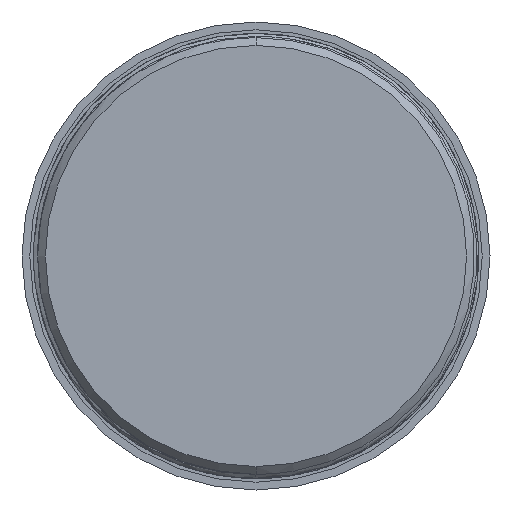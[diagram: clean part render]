
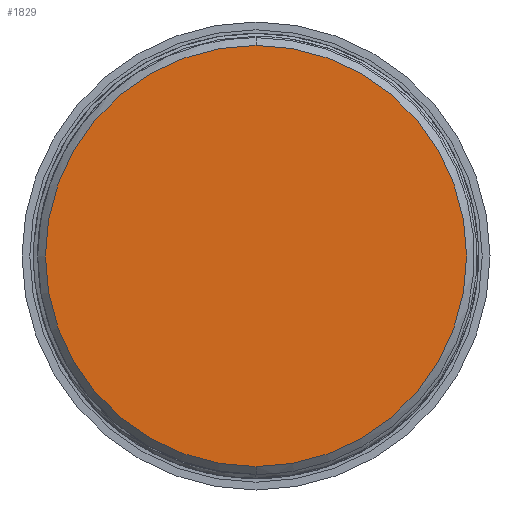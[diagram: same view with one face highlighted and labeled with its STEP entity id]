
A CAD part, front view. The second image highlights one B-rep face of the part: STEP entity #1829.
In plain terms, the highlighted planar face has unit normal (0, -1, 0).
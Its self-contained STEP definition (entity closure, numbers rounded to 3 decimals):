
#162 = PLANE ( 'NONE',  #7516 ) ;
#569 = CARTESIAN_POINT ( 'NONE',  ( 0., -11., 0. ) ) ;
#1607 = FACE_OUTER_BOUND ( 'NONE', #2996, .T. ) ;
#1829 = ADVANCED_FACE ( 'NONE', ( #1607 ), #162, .T. ) ;
#2052 = VERTEX_POINT ( 'NONE', #4916 ) ;
#2111 = AXIS2_PLACEMENT_3D ( 'NONE', #2809, #5578, #8128 ) ;
#2432 = EDGE_CURVE ( 'NONE', #5603, #2052, #7663, .T. ) ;
#2809 = CARTESIAN_POINT ( 'NONE',  ( 0., -11., 0. ) ) ;
#2996 = EDGE_LOOP ( 'NONE', ( #3191, #5848 ) ) ;
#3191 = ORIENTED_EDGE ( 'NONE', *, *, #3283, .T. ) ;
#3283 = EDGE_CURVE ( 'NONE', #2052, #5603, #7965, .T. ) ;
#3290 = DIRECTION ( 'NONE',  ( 0., -1., 0. ) ) ;
#3415 = CARTESIAN_POINT ( 'NONE',  ( 0., -11., -27. ) ) ;
#3532 = AXIS2_PLACEMENT_3D ( 'NONE', #569, #3290, #8068 ) ;
#4329 = CARTESIAN_POINT ( 'NONE',  ( 0., -11., 0. ) ) ;
#4916 = CARTESIAN_POINT ( 'NONE',  ( 0., -11., 27. ) ) ;
#5578 = DIRECTION ( 'NONE',  ( 0., -1., 0. ) ) ;
#5603 = VERTEX_POINT ( 'NONE', #3415 ) ;
#5848 = ORIENTED_EDGE ( 'NONE', *, *, #2432, .T. ) ;
#6367 = DIRECTION ( 'NONE',  ( 0., 0., -1. ) ) ;
#7035 = DIRECTION ( 'NONE',  ( 0., -1., 0. ) ) ;
#7516 = AXIS2_PLACEMENT_3D ( 'NONE', #4329, #7035, #6367 ) ;
#7663 = CIRCLE ( 'NONE', #2111, 27. ) ;
#7965 = CIRCLE ( 'NONE', #3532, 27. ) ;
#8068 = DIRECTION ( 'NONE',  ( 0., 0., -1. ) ) ;
#8128 = DIRECTION ( 'NONE',  ( 0., 0., -1. ) ) ;
